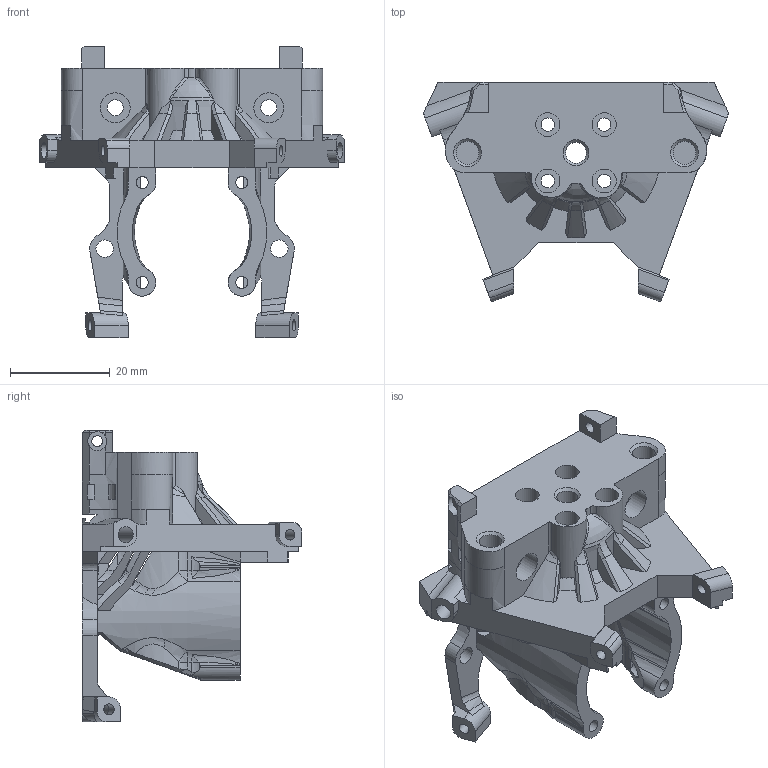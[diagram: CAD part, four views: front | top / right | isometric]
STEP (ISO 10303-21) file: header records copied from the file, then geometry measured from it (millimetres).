
FILE_DESCRIPTION(/* description */ ('STEP AP242','CAx-IF Rec.Pracs.---Representation and Presentation of Product Manufacturing Information (PMI)---4.0---2014-10-13','CAx-IF Rec.Pracs.---3D Tessellated Geometry---0.4---2014-09-14','2;1'),/* implementation_level */ '2;1');
FILE_NAME(/* name */ '64534195a11d8e4e15102c7a',/* time_stamp */ '2023-05-04T05:24:39Z',/* author */ (''),/* organization */ (''),/* preprocessor_version */ 'ST-DEVELOPER v19.4',/* originating_system */ ' ',/* authorisation */ ' ');
FILE_SCHEMA (('AP242_MANAGED_MODEL_BASED_3D_ENGINEERING_MIM_LF { 1 0 10303 442 1 1 4 }'));
Length unit declared in the file: metre
Products named in the file (1): Xol 2 Dragon UHF - VZ-Hextrudort-Low
Bounding box: 61.18 x 44.01 x 58.47 mm (x, y, z)
Volume: 24131.9 mm3; surface area: 14299.1 mm2
Topology: 1 solids, 2 shells, 569 faces, 1657 edges, 1090 vertices
Faces by surface type: plane 187, cylinder 183, bspline 166, torus 17, cone 16
Full cylindrical faces by diameter (mm): 2.1 x2, 2.2 x4, 2.45 x4, 2.7 x4, 3.2 x6, 3.5 x2, 3.8 x2, 4.2 x1, 4.6 x2, 4.8 x4, 6 x2, 22.5 x1
Entity records: 22956 total; most frequent: CARTESIAN_POINT 9512, ORIENTED_EDGE 3194, DIRECTION 2175, EDGE_CURVE 1597, VERTEX_POINT 1067, AXIS2_PLACEMENT_3D 806, EDGE_LOOP 658, FACE_BOUND 658
